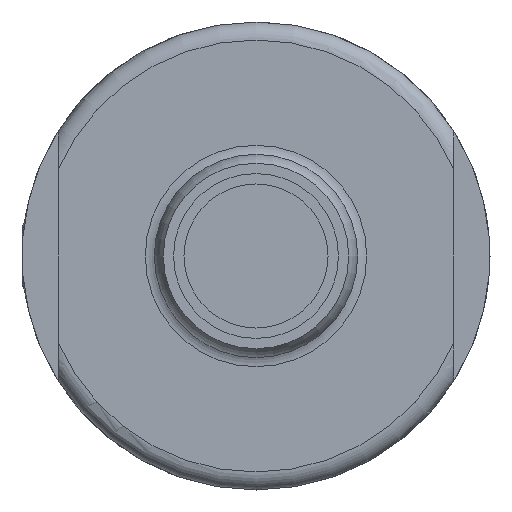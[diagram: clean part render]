
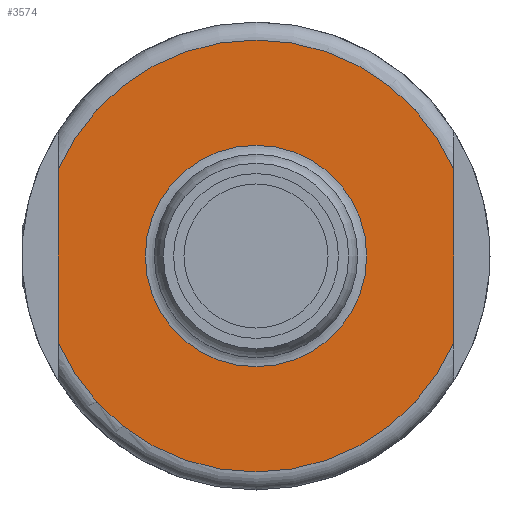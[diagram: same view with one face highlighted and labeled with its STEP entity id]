
A CAD part, left-side view. The second image highlights one B-rep face of the part: STEP entity #3574.
In plain terms, the highlighted planar face has unit normal (-1, 0, 0).
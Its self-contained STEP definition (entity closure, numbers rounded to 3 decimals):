
#140=PLANE('',#4089);
#186=FACE_BOUND('',#1150,.T.);
#461=LINE('',#13878,#597);
#462=LINE('',#13879,#598);
#597=VECTOR('',#5138,1000.);
#598=VECTOR('',#5139,1000.);
#910=FACE_OUTER_BOUND('',#1149,.T.);
#1149=EDGE_LOOP('',(#3328,#3329,#3330,#3331));
#1150=EDGE_LOOP('',(#3332,#3333));
#1367=CIRCLE('',#4024,12.);
#1409=CIRCLE('',#4081,6.15);
#1410=CIRCLE('',#4082,6.15);
#1411=CIRCLE('',#4084,12.);
#1759=VERTEX_POINT('',#13708);
#1760=VERTEX_POINT('',#13721);
#1798=VERTEX_POINT('',#13840);
#1799=VERTEX_POINT('',#13842);
#1800=VERTEX_POINT('',#13846);
#1801=VERTEX_POINT('',#13859);
#2253=EDGE_CURVE('',#1760,#1759,#1367,.T.);
#2309=EDGE_CURVE('',#1798,#1799,#1409,.T.);
#2310=EDGE_CURVE('',#1799,#1798,#1410,.T.);
#2312=EDGE_CURVE('',#1801,#1800,#1411,.T.);
#2314=EDGE_CURVE('',#1800,#1760,#461,.T.);
#2315=EDGE_CURVE('',#1759,#1801,#462,.T.);
#3328=ORIENTED_EDGE('',*,*,#2312,.T.);
#3329=ORIENTED_EDGE('',*,*,#2314,.T.);
#3330=ORIENTED_EDGE('',*,*,#2253,.T.);
#3331=ORIENTED_EDGE('',*,*,#2315,.T.);
#3332=ORIENTED_EDGE('',*,*,#2310,.F.);
#3333=ORIENTED_EDGE('',*,*,#2309,.F.);
#3574=ADVANCED_FACE('',(#910,#186),#140,.F.);
#4024=AXIS2_PLACEMENT_3D('',#13722,#4993,#4994);
#4081=AXIS2_PLACEMENT_3D('',#13843,#5120,#5121);
#4082=AXIS2_PLACEMENT_3D('',#13844,#5122,#5123);
#4084=AXIS2_PLACEMENT_3D('',#13860,#5126,#5127);
#4089=AXIS2_PLACEMENT_3D('',#13877,#5136,#5137);
#4993=DIRECTION('center_axis',(-1.,0.,0.));
#4994=DIRECTION('ref_axis',(0.,0.,
-1.));
#5120=DIRECTION('center_axis',(-1.,0.,0.));
#5121=DIRECTION('ref_axis',(0.,0.,
-1.));
#5122=DIRECTION('center_axis',(-1.,0.,0.));
#5123=DIRECTION('ref_axis',(0.,0.,
-1.));
#5126=DIRECTION('center_axis',(-1.,0.,0.));
#5127=DIRECTION('ref_axis',(0.,0.,
-1.));
#5136=DIRECTION('center_axis',(1.,0.,0.));
#5137=DIRECTION('ref_axis',(0.,0.,
1.));
#5138=DIRECTION('',(0.,0.,-1.));
#5139=DIRECTION('',(0.,0.,1.));
#13708=CARTESIAN_POINT('',(-9.3,-11.,-4.796));
#13721=CARTESIAN_POINT('',(-9.3,11.,-4.796));
#13722=CARTESIAN_POINT('Origin',(-9.3,0.,
0.));
#13840=CARTESIAN_POINT('',(-9.3,0.,6.15));
#13842=CARTESIAN_POINT('',(-9.3,0.,-6.15));
#13843=CARTESIAN_POINT('Origin',(-9.3,0.,
0.));
#13844=CARTESIAN_POINT('Origin',(-9.3,0.,
0.));
#13846=CARTESIAN_POINT('',(-9.3,11.,4.796));
#13859=CARTESIAN_POINT('',(-9.3,-11.,4.796));
#13860=CARTESIAN_POINT('Origin',(-9.3,0.,
0.));
#13877=CARTESIAN_POINT('Origin',(-9.3,-6.15,0.));
#13878=CARTESIAN_POINT('',(-9.3,11.,0.));
#13879=CARTESIAN_POINT('',(-9.3,-11.,0.));
